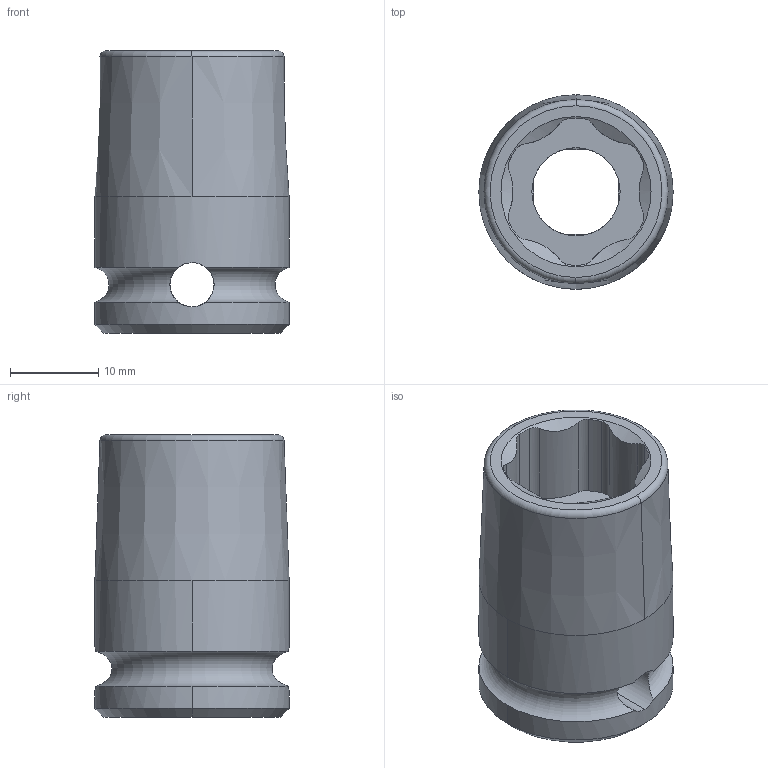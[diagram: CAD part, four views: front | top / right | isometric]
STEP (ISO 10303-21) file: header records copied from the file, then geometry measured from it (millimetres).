
FILE_DESCRIPTION((''),'2;1');
FILE_NAME('4027120814','2023-09-11T14:09:29',('a00565553'),(''),'CREO PARAMETRIC BY PTC INC, 2022414','CREO PARAMETRIC BY PTC INC, 2022414','');
FILE_SCHEMA(('CONFIG_CONTROL_DESIGN','GEOMETRIC_VALIDATION_PROPERTIES_MIM'));
Length unit declared in the file: millimetre
Products named in the file (1): 4027120814
Bounding box: 22 x 22 x 32 mm (x, y, z)
Volume: 7457.1 mm3; surface area: 4077.1 mm2
Topology: 1 solids, 1 shells, 73 faces, 199 edges, 126 vertices
Faces by surface type: cylinder 39, plane 16, cone 14, torus 4
Entity records: 2696 total; most frequent: CARTESIAN_POINT 749, ORIENTED_EDGE 398, DIRECTION 380, EDGE_CURVE 199, AXIS2_PLACEMENT_3D 157, VERTEX_POINT 126, CIRCLE 84, EDGE_LOOP 77
